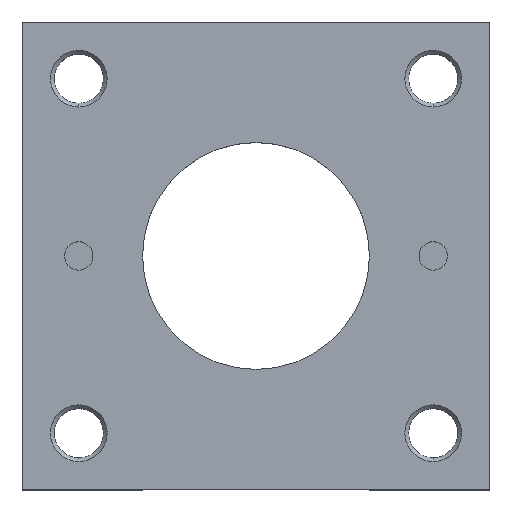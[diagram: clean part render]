
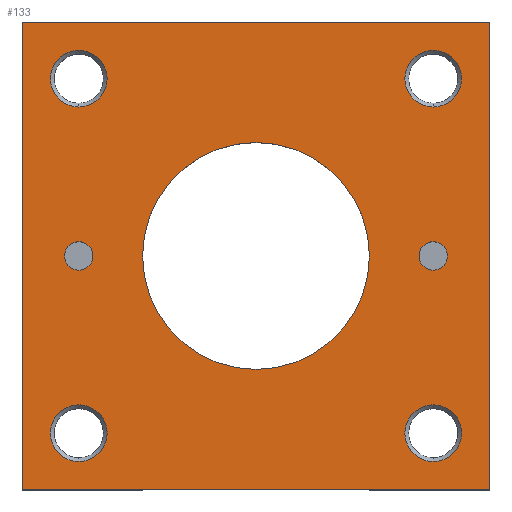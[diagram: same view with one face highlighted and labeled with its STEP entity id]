
A CAD part, top view. The second image highlights one B-rep face of the part: STEP entity #133.
In plain terms, the highlighted planar face has unit normal (0, 0, 1).
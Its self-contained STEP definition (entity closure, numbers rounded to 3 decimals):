
#133=ADVANCED_FACE('',(#259,#260,#261,#262,#263,#264,#265,#266),#267,.T.);
#259=FACE_BOUND('',#396,.T.);
#260=FACE_BOUND('',#397,.T.);
#261=FACE_BOUND('',#398,.T.);
#262=FACE_BOUND('',#399,.T.);
#263=FACE_BOUND('',#400,.T.);
#264=FACE_BOUND('',#401,.T.);
#265=FACE_BOUND('',#402,.T.);
#266=FACE_OUTER_BOUND('',#403,.T.);
#267=PLANE('',#404);
#396=EDGE_LOOP('',(#865,#866));
#397=EDGE_LOOP('',(#867,#868));
#398=EDGE_LOOP('',(#869,#870));
#399=EDGE_LOOP('',(#871,#872));
#400=EDGE_LOOP('',(#873,#874));
#401=EDGE_LOOP('',(#875,#876));
#402=EDGE_LOOP('',(#877,#878));
#403=EDGE_LOOP('',(#879,#880,#881,#882));
#404=AXIS2_PLACEMENT_3D('',#883,#884,#885);
#865=ORIENTED_EDGE('',*,*,#977,.T.);
#866=ORIENTED_EDGE('',*,*,#1063,.T.);
#867=ORIENTED_EDGE('',*,*,#966,.T.);
#868=ORIENTED_EDGE('',*,*,#1065,.T.);
#869=ORIENTED_EDGE('',*,*,#955,.T.);
#870=ORIENTED_EDGE('',*,*,#1067,.T.);
#871=ORIENTED_EDGE('',*,*,#944,.T.);
#872=ORIENTED_EDGE('',*,*,#1069,.T.);
#873=ORIENTED_EDGE('',*,*,#931,.T.);
#874=ORIENTED_EDGE('',*,*,#1071,.T.);
#875=ORIENTED_EDGE('',*,*,#927,.T.);
#876=ORIENTED_EDGE('',*,*,#1072,.T.);
#877=ORIENTED_EDGE('',*,*,#923,.T.);
#878=ORIENTED_EDGE('',*,*,#1073,.T.);
#879=ORIENTED_EDGE('',*,*,#1074,.T.);
#880=ORIENTED_EDGE('',*,*,#1075,.T.);
#881=ORIENTED_EDGE('',*,*,#1076,.T.);
#882=ORIENTED_EDGE('',*,*,#1077,.T.);
#883=CARTESIAN_POINT('',(0.0,0.0,23.0));
#884=DIRECTION('',(0.0,0.0,1.0));
#885=DIRECTION('',(1.0,0.0,0.0));
#923=EDGE_CURVE('',#1085,#1082,#1086,.T.);
#927=EDGE_CURVE('',#1093,#1090,#1094,.T.);
#931=EDGE_CURVE('',#1101,#1098,#1102,.T.);
#944=EDGE_CURVE('',#1119,#1122,#1124,.T.);
#955=EDGE_CURVE('',#1138,#1141,#1143,.T.);
#966=EDGE_CURVE('',#1157,#1160,#1162,.T.);
#977=EDGE_CURVE('',#1176,#1179,#1181,.T.);
#1063=EDGE_CURVE('',#1179,#1176,#1319,.T.);
#1065=EDGE_CURVE('',#1160,#1157,#1321,.T.);
#1067=EDGE_CURVE('',#1141,#1138,#1323,.T.);
#1069=EDGE_CURVE('',#1122,#1119,#1325,.T.);
#1071=EDGE_CURVE('',#1098,#1101,#1327,.T.);
#1072=EDGE_CURVE('',#1090,#1093,#1328,.T.);
#1073=EDGE_CURVE('',#1082,#1085,#1329,.T.);
#1074=EDGE_CURVE('',#1330,#1331,#1332,.T.);
#1075=EDGE_CURVE('',#1331,#1333,#1334,.T.);
#1076=EDGE_CURVE('',#1333,#1335,#1336,.T.);
#1077=EDGE_CURVE('',#1335,#1330,#1337,.T.);
#1082=VERTEX_POINT('',#1342);
#1085=VERTEX_POINT('',#1346);
#1086=CIRCLE('',#1347,40.0);
#1090=VERTEX_POINT('',#1352);
#1093=VERTEX_POINT('',#1356);
#1094=CIRCLE('',#1357,5.0);
#1098=VERTEX_POINT('',#1362);
#1101=VERTEX_POINT('',#1366);
#1102=CIRCLE('',#1367,5.0);
#1119=VERTEX_POINT('',#1389);
#1122=VERTEX_POINT('',#1393);
#1124=CIRCLE('',#1396,10.0);
#1138=VERTEX_POINT('',#1414);
#1141=VERTEX_POINT('',#1418);
#1143=CIRCLE('',#1421,10.0);
#1157=VERTEX_POINT('',#1439);
#1160=VERTEX_POINT('',#1443);
#1162=CIRCLE('',#1446,10.0);
#1176=VERTEX_POINT('',#1464);
#1179=VERTEX_POINT('',#1468);
#1181=CIRCLE('',#1471,10.0);
#1319=CIRCLE('',#1671,10.0);
#1321=CIRCLE('',#1673,10.0);
#1323=CIRCLE('',#1675,10.0);
#1325=CIRCLE('',#1677,10.0);
#1327=CIRCLE('',#1679,5.0);
#1328=CIRCLE('',#1680,5.0);
#1329=CIRCLE('',#1681,40.0);
#1330=VERTEX_POINT('',#1682);
#1331=VERTEX_POINT('',#1683);
#1332=LINE('',#1684,#1685);
#1333=VERTEX_POINT('',#1686);
#1334=LINE('',#1687,#1688);
#1335=VERTEX_POINT('',#1689);
#1336=LINE('',#1690,#1691);
#1337=LINE('',#1692,#1693);
#1342=CARTESIAN_POINT('',(40.0,0.,23.0));
#1346=CARTESIAN_POINT('',(-40.0,0.,23.0));
#1347=AXIS2_PLACEMENT_3D('',#1703,#1704,#1705);
#1352=CARTESIAN_POINT('',(-57.5,0.,23.0));
#1356=CARTESIAN_POINT('',(-67.5,0.,23.0));
#1357=AXIS2_PLACEMENT_3D('',#1711,#1712,#1713);
#1362=CARTESIAN_POINT('',(67.5,0.,23.0));
#1366=CARTESIAN_POINT('',(57.5,0.,23.0));
#1367=AXIS2_PLACEMENT_3D('',#1719,#1720,#1721);
#1389=CARTESIAN_POINT('',(-62.5,-52.5,23.0));
#1393=CARTESIAN_POINT('',(-62.5,-72.5,23.0));
#1396=AXIS2_PLACEMENT_3D('',#1744,#1745,#1746);
#1414=CARTESIAN_POINT('',(-62.5,72.5,23.0));
#1418=CARTESIAN_POINT('',(-62.5,52.5,23.0));
#1421=AXIS2_PLACEMENT_3D('',#1765,#1766,#1767);
#1439=CARTESIAN_POINT('',(62.5,-52.5,23.0));
#1443=CARTESIAN_POINT('',(62.5,-72.5,23.0));
#1446=AXIS2_PLACEMENT_3D('',#1786,#1787,#1788);
#1464=CARTESIAN_POINT('',(62.5,72.5,23.0));
#1468=CARTESIAN_POINT('',(62.5,52.5,23.0));
#1471=AXIS2_PLACEMENT_3D('',#1807,#1808,#1809);
#1671=AXIS2_PLACEMENT_3D('',#1941,#1942,#1943);
#1673=AXIS2_PLACEMENT_3D('',#1947,#1948,#1949);
#1675=AXIS2_PLACEMENT_3D('',#1953,#1954,#1955);
#1677=AXIS2_PLACEMENT_3D('',#1959,#1960,#1961);
#1679=AXIS2_PLACEMENT_3D('',#1965,#1966,#1967);
#1680=AXIS2_PLACEMENT_3D('',#1968,#1969,#1970);
#1681=AXIS2_PLACEMENT_3D('',#1971,#1972,#1973);
#1682=CARTESIAN_POINT('',(82.5,-82.5,23.0));
#1683=CARTESIAN_POINT('',(82.5,82.5,23.0));
#1684=CARTESIAN_POINT('',(82.5,0.0,23.0));
#1685=VECTOR('',#1974,1.0);
#1686=CARTESIAN_POINT('',(-82.5,82.5,23.0));
#1687=CARTESIAN_POINT('',(0.0,82.5,23.0));
#1688=VECTOR('',#1975,1.0);
#1689=CARTESIAN_POINT('',(-82.5,-82.5,23.0));
#1690=CARTESIAN_POINT('',(-82.5,0.0,23.0));
#1691=VECTOR('',#1976,1.0);
#1692=CARTESIAN_POINT('',(0.0,-82.5,23.0));
#1693=VECTOR('',#1977,1.0);
#1703=CARTESIAN_POINT('',(0.0,0.0,23.0));
#1704=DIRECTION('',(0.0,0.0,-1.0));
#1705=DIRECTION('',(1.0,0.0,0.0));
#1711=CARTESIAN_POINT('',(-62.5,0.0,23.0));
#1712=DIRECTION('',(0.0,0.0,-1.0));
#1713=DIRECTION('',(1.0,0.0,0.0));
#1719=CARTESIAN_POINT('',(62.5,0.0,23.0));
#1720=DIRECTION('',(0.0,0.0,-1.0));
#1721=DIRECTION('',(1.0,0.0,0.0));
#1744=CARTESIAN_POINT('',(-62.5,-62.5,23.0));
#1745=DIRECTION('',(0.0,0.0,-1.0));
#1746=DIRECTION('',(0.0,1.0,0.0));
#1765=CARTESIAN_POINT('',(-62.5,62.5,23.0));
#1766=DIRECTION('',(0.0,0.0,-1.0));
#1767=DIRECTION('',(0.0,1.0,0.0));
#1786=CARTESIAN_POINT('',(62.5,-62.5,23.0));
#1787=DIRECTION('',(0.0,0.0,-1.0));
#1788=DIRECTION('',(0.0,1.0,0.0));
#1807=CARTESIAN_POINT('',(62.5,62.5,23.0));
#1808=DIRECTION('',(0.0,0.0,-1.0));
#1809=DIRECTION('',(0.0,1.0,0.0));
#1941=CARTESIAN_POINT('',(62.5,62.5,23.0));
#1942=DIRECTION('',(0.0,0.0,-1.0));
#1943=DIRECTION('',(0.0,1.0,0.0));
#1947=CARTESIAN_POINT('',(62.5,-62.5,23.0));
#1948=DIRECTION('',(0.0,0.0,-1.0));
#1949=DIRECTION('',(0.0,1.0,0.0));
#1953=CARTESIAN_POINT('',(-62.5,62.5,23.0));
#1954=DIRECTION('',(0.0,0.0,-1.0));
#1955=DIRECTION('',(0.0,1.0,0.0));
#1959=CARTESIAN_POINT('',(-62.5,-62.5,23.0));
#1960=DIRECTION('',(0.0,0.0,-1.0));
#1961=DIRECTION('',(0.0,1.0,0.0));
#1965=CARTESIAN_POINT('',(62.5,0.0,23.0));
#1966=DIRECTION('',(0.0,0.0,-1.0));
#1967=DIRECTION('',(1.0,0.0,0.0));
#1968=CARTESIAN_POINT('',(-62.5,0.0,23.0));
#1969=DIRECTION('',(0.0,0.0,-1.0));
#1970=DIRECTION('',(1.0,0.0,0.0));
#1971=CARTESIAN_POINT('',(0.0,0.0,23.0));
#1972=DIRECTION('',(0.0,0.0,-1.0));
#1973=DIRECTION('',(1.0,0.0,0.0));
#1974=DIRECTION('',(0.0,1.0,0.0));
#1975=DIRECTION('',(-1.0,0.0,0.0));
#1976=DIRECTION('',(0.0,-1.0,0.0));
#1977=DIRECTION('',(1.0,0.0,0.0));
